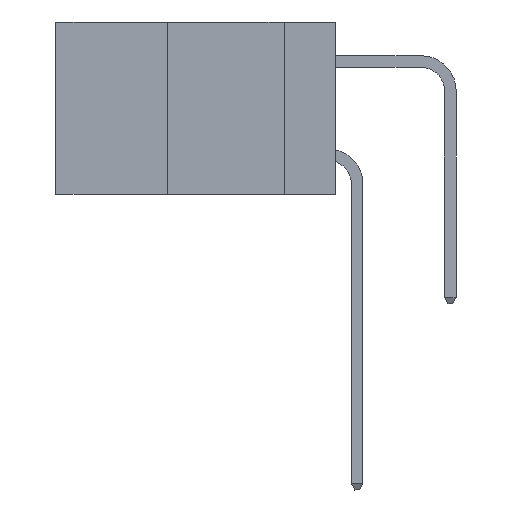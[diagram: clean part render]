
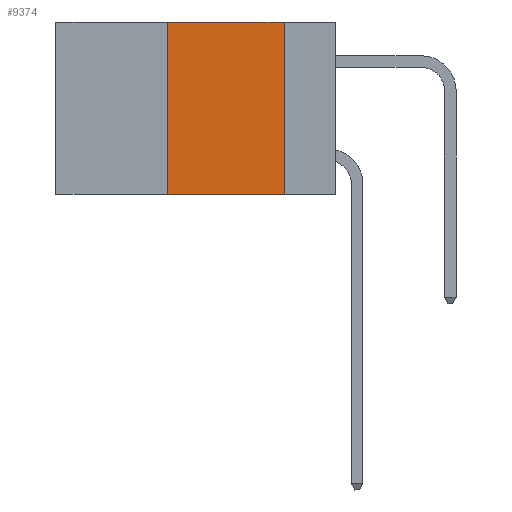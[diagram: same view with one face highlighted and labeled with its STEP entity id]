
A CAD part, left-side view. The second image highlights one B-rep face of the part: STEP entity #9374.
In plain terms, the highlighted planar face has unit normal (-1, 0, 0).
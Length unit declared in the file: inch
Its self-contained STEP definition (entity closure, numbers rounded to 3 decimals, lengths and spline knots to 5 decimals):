
#152 = CARTESIAN_POINT ( 'NONE',  ( 0., 0.11, 0. ) ) ;
#2189 = ORIENTED_EDGE ( 'NONE', *, *, #17508, .F. ) ;
#2296 = VERTEX_POINT ( 'NONE', #19005 ) ;
#2820 = LINE ( 'NONE', #18481, #19523 ) ;
#2894 = CARTESIAN_POINT ( 'NONE',  ( 0., 0.11, -0.37 ) ) ;
#2993 = LINE ( 'NONE', #6088, #6783 ) ;
#3212 = DIRECTION ( 'NONE',  ( 0., 0., 1. ) ) ;
#3638 = LINE ( 'NONE', #16710, #20302 ) ;
#4017 = DIRECTION ( 'NONE',  ( 0., -1., 0. ) ) ;
#6050 = PLANE ( 'NONE',  #12555 ) ;
#6088 = CARTESIAN_POINT ( 'NONE',  ( 0., 0.11, 0. ) ) ;
#6783 = VECTOR ( 'NONE', #14242, 39.37008 ) ;
#7871 = FACE_OUTER_BOUND ( 'NONE', #10695, .T. ) ;
#8879 = EDGE_CURVE ( 'NONE', #2296, #21110, #17539, .T. ) ;
#9192 = EDGE_CURVE ( 'NONE', #2296, #12936, #2820, .T. ) ;
#9231 = DIRECTION ( 'NONE',  ( 0., 0., -1. ) ) ;
#9374 = ADVANCED_FACE ( 'NONE', ( #7871 ), #6050, .F. ) ;
#10695 = EDGE_LOOP ( 'NONE', ( #2189, #13862, #17512, #11271 ) ) ;
#11226 = CARTESIAN_POINT ( 'NONE',  ( 0., 0.36, 0. ) ) ;
#11271 = ORIENTED_EDGE ( 'NONE', *, *, #9192, .T. ) ;
#11999 = VERTEX_POINT ( 'NONE', #152 ) ;
#12555 = AXIS2_PLACEMENT_3D ( 'NONE', #17357, #18976, #9231 ) ;
#12936 = VERTEX_POINT ( 'NONE', #2894 ) ;
#13427 = DIRECTION ( 'NONE',  ( 0., -1., 0. ) ) ;
#13862 = ORIENTED_EDGE ( 'NONE', *, *, #14703, .F. ) ;
#14242 = DIRECTION ( 'NONE',  ( 0., 0., -1. ) ) ;
#14703 = EDGE_CURVE ( 'NONE', #21110, #11999, #3638, .T. ) ;
#16492 = VECTOR ( 'NONE', #3212, 39.37008 ) ;
#16710 = CARTESIAN_POINT ( 'NONE',  ( 0., 0.6, 0. ) ) ;
#17357 = CARTESIAN_POINT ( 'NONE',  ( 0., 0.6, 0. ) ) ;
#17508 = EDGE_CURVE ( 'NONE', #11999, #12936, #2993, .T. ) ;
#17512 = ORIENTED_EDGE ( 'NONE', *, *, #8879, .F. ) ;
#17539 = LINE ( 'NONE', #11226, #16492 ) ;
#18481 = CARTESIAN_POINT ( 'NONE',  ( 0., 0.6, -0.37 ) ) ;
#18976 = DIRECTION ( 'NONE',  ( 1., 0., 0. ) ) ;
#19005 = CARTESIAN_POINT ( 'NONE',  ( 0., 0.36, -0.37 ) ) ;
#19523 = VECTOR ( 'NONE', #4017, 39.37008 ) ;
#19775 = CARTESIAN_POINT ( 'NONE',  ( 0., 0.36, 0. ) ) ;
#20302 = VECTOR ( 'NONE', #13427, 39.37008 ) ;
#21110 = VERTEX_POINT ( 'NONE', #19775 ) ;
